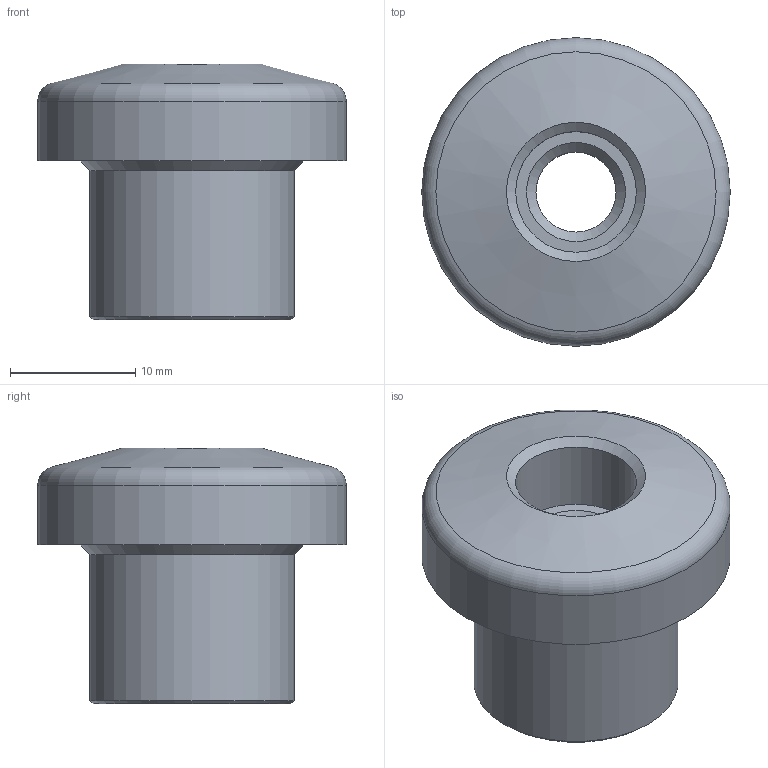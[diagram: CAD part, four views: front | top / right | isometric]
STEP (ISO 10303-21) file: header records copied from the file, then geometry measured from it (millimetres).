
FILE_DESCRIPTION(/* description */ (''),/* implementation_level */ '2;1');
FILE_NAME(/* name */ '5-16 Knob.stp',/* time_stamp */ '2023-02-07T08:16:42-05:00',/* author */ ('rwoods'),/* organization */ (''),/* preprocessor_version */ 'ST-DEVELOPER v19.2',/* originating_system */ 'Autodesk Inventor 2023',/* authorisation */ '');
FILE_SCHEMA (('AUTOMOTIVE_DESIGN { 1 0 10303 214 3 1 1 }'));
Length unit declared in the file: inch
Products named in the file (1): 5-16 Knob
Bounding box: 24.66 x 24.66 x 20.44 mm (x, y, z)
Volume: 5034.5 mm3; surface area: 2404.6 mm2
Topology: 1 solids, 1 shells, 14 faces, 28 edges, 17 vertices
Faces by surface type: cone 6, cylinder 4, plane 3, torus 1
Full cylindrical faces by diameter (mm): 6.401 x1, 9.652 x1, 16.332 x1, 24.663 x1
Entity records: 419 total; most frequent: DIRECTION 76, CARTESIAN_POINT 60, ORIENTED_EDGE 56, AXIS2_PLACEMENT_3D 33, EDGE_CURVE 28, CIRCLE 18, EDGE_LOOP 17, VERTEX_POINT 17
